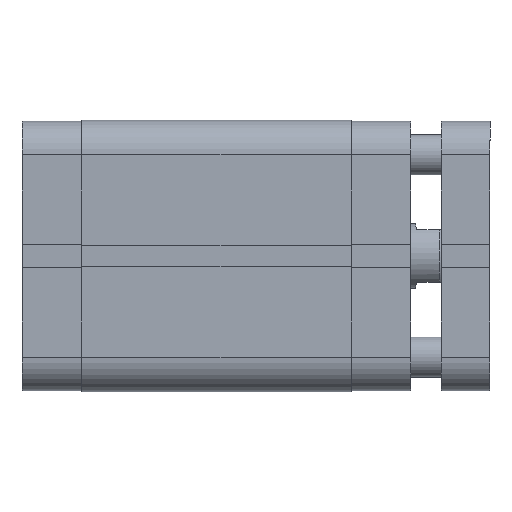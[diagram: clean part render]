
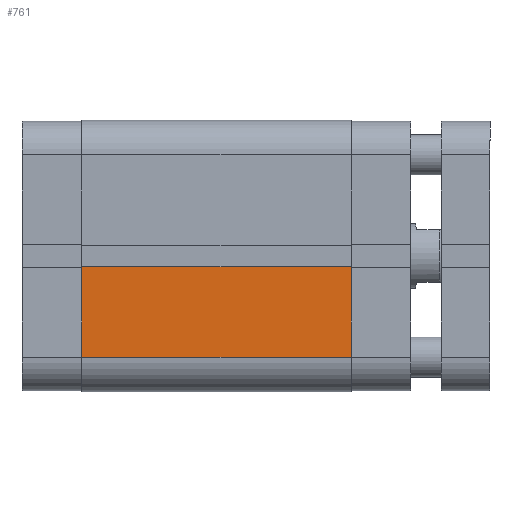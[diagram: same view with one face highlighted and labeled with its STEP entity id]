
A CAD part, front view. The second image highlights one B-rep face of the part: STEP entity #761.
In plain terms, the highlighted planar face has unit normal (0, -1, 0).
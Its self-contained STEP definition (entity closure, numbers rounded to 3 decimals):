
#195 = EDGE_LOOP ( 'NONE', ( #5691, #5690, #5689, #5688 ) ) ;
#761 = ADVANCED_FACE ( 'NONE', ( #6276 ), #1144, .F. ) ;
#1143 = CARTESIAN_POINT ( 'NONE',  ( 0., -33.5, 66.5 ) ) ;
#1144 = PLANE ( 'NONE',  #4407 ) ;
#1146 = DIRECTION ( 'NONE',  ( 0., 1., 0. ) ) ;
#1147 = DIRECTION ( 'NONE',  ( 0., 0., 1. ) ) ;
#2076 = CARTESIAN_POINT ( 'NONE',  ( -25., -33.5, 66.5 ) ) ;
#2173 = CARTESIAN_POINT ( 'NONE',  ( -25., -33.5, 0. ) ) ;
#2211 = CARTESIAN_POINT ( 'NONE',  ( -2.6, -33.5, 66.5 ) ) ;
#2216 = CARTESIAN_POINT ( 'NONE',  ( -2.6, -33.5, 0. ) ) ;
#3306 = LINE ( 'NONE', #8275, #3307 ) ;
#3307 = VECTOR ( 'NONE', #8276, 1000. ) ;
#3308 = LINE ( 'NONE', #8278, #3309 ) ;
#3309 = VECTOR ( 'NONE', #8279, 1000. ) ;
#3312 = LINE ( 'NONE', #8277, #3316 ) ;
#3314 = LINE ( 'NONE', #8285, #3315 ) ;
#3315 = VECTOR ( 'NONE', #8286, 1000. ) ;
#3316 = VECTOR ( 'NONE', #8288, 1000. ) ;
#3541 = VERTEX_POINT ( 'NONE', #2076 ) ;
#3658 = VERTEX_POINT ( 'NONE', #2173 ) ;
#3706 = VERTEX_POINT ( 'NONE', #2211 ) ;
#3713 = VERTEX_POINT ( 'NONE', #2216 ) ;
#4407 = AXIS2_PLACEMENT_3D ( 'NONE', #1143, #1146, #1147 ) ;
#5504 = EDGE_CURVE ( 'NONE', #3541, #3706, #3306, .T. ) ;
#5505 = EDGE_CURVE ( 'NONE', #3541, #3658, #3308, .T. ) ;
#5508 = EDGE_CURVE ( 'NONE', #3706, #3713, #3314, .T. ) ;
#5509 = EDGE_CURVE ( 'NONE', #3658, #3713, #3312, .T. ) ;
#5688 = ORIENTED_EDGE ( 'NONE', *, *, #5505, .T. ) ;
#5689 = ORIENTED_EDGE ( 'NONE', *, *, #5504, .F. ) ;
#5690 = ORIENTED_EDGE ( 'NONE', *, *, #5508, .F. ) ;
#5691 = ORIENTED_EDGE ( 'NONE', *, *, #5509, .T. ) ;
#6276 = FACE_OUTER_BOUND ( 'NONE', #195, .T. ) ;
#8275 = CARTESIAN_POINT ( 'NONE',  ( 0., -33.5, 66.5 ) ) ;
#8276 = DIRECTION ( 'NONE',  ( 1., 0., 0. ) ) ;
#8277 = CARTESIAN_POINT ( 'NONE',  ( 0., -33.5, 0. ) ) ;
#8278 = CARTESIAN_POINT ( 'NONE',  ( -25., -33.5, 66.5 ) ) ;
#8279 = DIRECTION ( 'NONE',  ( 0., 0., -1. ) ) ;
#8285 = CARTESIAN_POINT ( 'NONE',  ( -2.6, -33.5, 66.5 ) ) ;
#8286 = DIRECTION ( 'NONE',  ( 0., 0., -1. ) ) ;
#8288 = DIRECTION ( 'NONE',  ( 1., 0., 0. ) ) ;
